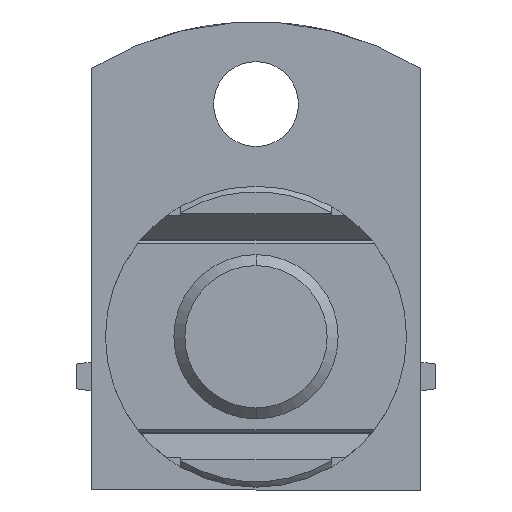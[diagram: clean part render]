
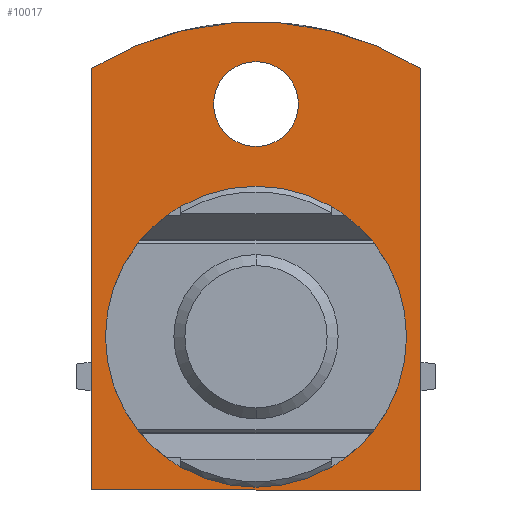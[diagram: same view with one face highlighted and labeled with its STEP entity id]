
A CAD part, front view. The second image highlights one B-rep face of the part: STEP entity #10017.
In plain terms, the highlighted planar face has unit normal (0, -1, 0).
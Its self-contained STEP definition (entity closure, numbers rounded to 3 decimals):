
#257 = EDGE_LOOP ( 'NONE', ( #13168, #10037 ) ) ;
#530 = CARTESIAN_POINT ( 'NONE',  ( 0., -5., 8.5 ) ) ;
#887 = AXIS2_PLACEMENT_3D ( 'NONE', #12742, #8142, #1472 ) ;
#901 = AXIS2_PLACEMENT_3D ( 'NONE', #10933, #4249, #1874 ) ;
#927 = FACE_OUTER_BOUND ( 'NONE', #10977, .T. ) ;
#947 = ORIENTED_EDGE ( 'NONE', *, *, #6846, .T. ) ;
#1472 = DIRECTION ( 'NONE',  ( -1., 0., 0. ) ) ;
#1662 = DIRECTION ( 'NONE',  ( 0., 0., 1. ) ) ;
#1684 = DIRECTION ( 'NONE',  ( -1., 0., 0. ) ) ;
#1750 = LINE ( 'NONE', #11615, #13252 ) ;
#1767 = CARTESIAN_POINT ( 'NONE',  ( 6., -5., 9.811 ) ) ;
#1874 = DIRECTION ( 'NONE',  ( -1., 0., 0. ) ) ;
#1897 = AXIS2_PLACEMENT_3D ( 'NONE', #11818, #9627, #1684 ) ;
#1919 = EDGE_CURVE ( 'Defeature ausgef�hrt1_6+Defeature ausgef�hrt1_7+Defeature ausgef�hrt1_7+Defeature ausgef�hrt1_7', #6629, #2388, #13811, .T. ) ;
#2031 = DIRECTION ( 'NONE',  ( 1., 0., 0. ) ) ;
#2088 = AXIS2_PLACEMENT_3D ( 'NONE', #530, #13790, #9418 ) ;
#2109 = ORIENTED_EDGE ( 'NONE', *, *, #5500, .T. ) ;
#2388 = VERTEX_POINT ( 'NONE', #7185 ) ;
#2389 = CARTESIAN_POINT ( 'NONE',  ( 0., -5., 0. ) ) ;
#2719 = DIRECTION ( 'NONE',  ( 0., 0., -1. ) ) ;
#2978 = VERTEX_POINT ( 'NONE', #11281 ) ;
#3123 = VECTOR ( 'NONE', #2719, 1000. ) ;
#3407 = PLANE ( 'NONE',  #3874 ) ;
#3627 = CARTESIAN_POINT ( 'NONE',  ( -6., -5., -5.6 ) ) ;
#3717 = AXIS2_PLACEMENT_3D ( 'NONE', #2389, #9014, #4427 ) ;
#3744 = CARTESIAN_POINT ( 'NONE',  ( -6., -5., 11.5 ) ) ;
#3803 = EDGE_LOOP ( 'NONE', ( #13955, #5069 ) ) ;
#3874 = AXIS2_PLACEMENT_3D ( 'NONE', #10389, #5667, #11105 ) ;
#4075 = FACE_BOUND ( 'NONE', #3803, .T. ) ;
#4249 = DIRECTION ( 'NONE',  ( 0., 1., 0. ) ) ;
#4427 = DIRECTION ( 'NONE',  ( -1., 0., 0. ) ) ;
#4909 = ORIENTED_EDGE ( 'NONE', *, *, #9344, .F. ) ;
#4967 = CIRCLE ( 'NONE', #1897, 11.5 ) ;
#5069 = ORIENTED_EDGE ( 'NONE', *, *, #12013, .T. ) ;
#5500 = EDGE_CURVE ( 'Defeature ausgef�hrt1_6+Defeature ausgef�hrt1_28+Defeature ausgef�hrt1_16+Defeature ausgef�hrt1_17', #7988, #8885, #9196, .T. ) ;
#5667 = DIRECTION ( 'NONE',  ( 0., 1., 0. ) ) ;
#6165 = CARTESIAN_POINT ( 'NONE',  ( -1.55, -5., 8.5 ) ) ;
#6223 = VERTEX_POINT ( 'NONE', #11256 ) ;
#6241 = VECTOR ( 'NONE', #2031, 1000. ) ;
#6376 = EDGE_CURVE ( 'Defeature ausgef�hrt1_6+Defeature ausgef�hrt1_17+Defeature ausgef�hrt1_28+Defeature ausgef�hrt1_1', #8885, #9830, #1750, .T. ) ;
#6629 = VERTEX_POINT ( 'NONE', #10999 ) ;
#6846 = EDGE_CURVE ( 'Defeature ausgef�hrt1_6+Defeature ausgef�hrt1_16+Defeature ausgef�hrt1_1+Defeature ausgef�hrt1_28', #6223, #7988, #12905, .T. ) ;
#7185 = CARTESIAN_POINT ( 'NONE',  ( -5.5, -5., 0. ) ) ;
#7988 = VERTEX_POINT ( 'NONE', #3627 ) ;
#8142 = DIRECTION ( 'NONE',  ( 0., 1., 0. ) ) ;
#8500 = CARTESIAN_POINT ( 'NONE',  ( 6., -5., -5.6 ) ) ;
#8885 = VERTEX_POINT ( 'NONE', #8500 ) ;
#9014 = DIRECTION ( 'NONE',  ( 0., 1., 0. ) ) ;
#9196 = LINE ( 'NONE', #14192, #6241 ) ;
#9344 = EDGE_CURVE ( 'Defeature ausgef�hrt1_1+Defeature ausgef�hrt1_6+Defeature ausgef�hrt1_16+Defeature ausgef�hrt1_17', #6223, #9830, #4967, .T. ) ;
#9418 = DIRECTION ( 'NONE',  ( -1., 0., 0. ) ) ;
#9627 = DIRECTION ( 'NONE',  ( 0., 1., 0. ) ) ;
#9830 = VERTEX_POINT ( 'NONE', #1767 ) ;
#10017 = ADVANCED_FACE ( 'Defeature ausgef�hrt1_6', ( #4075, #927, #10362 ), #3407, .F. ) ;
#10037 = ORIENTED_EDGE ( 'NONE', *, *, #1919, .T. ) ;
#10111 = EDGE_CURVE ( 'Defeature ausgef�hrt1_6+Defeature ausgef�hrt1_255+Defeature ausgef�hrt1_255+Defeature ausgef�hrt1_255', #12640, #2978, #10706, .T. ) ;
#10362 = FACE_BOUND ( 'NONE', #257, .T. ) ;
#10389 = CARTESIAN_POINT ( 'NONE',  ( 0., -5., 11.5 ) ) ;
#10706 = CIRCLE ( 'NONE', #2088, 1.55 ) ;
#10933 = CARTESIAN_POINT ( 'NONE',  ( 0., -5., 8.5 ) ) ;
#10977 = EDGE_LOOP ( 'NONE', ( #947, #2109, #11063, #4909 ) ) ;
#10999 = CARTESIAN_POINT ( 'NONE',  ( 5.5, -5., 0. ) ) ;
#11063 = ORIENTED_EDGE ( 'NONE', *, *, #6376, .T. ) ;
#11105 = DIRECTION ( 'NONE',  ( -1., 0., 0. ) ) ;
#11256 = CARTESIAN_POINT ( 'NONE',  ( -6., -5., 9.811 ) ) ;
#11281 = CARTESIAN_POINT ( 'NONE',  ( 1.55, -5., 8.5 ) ) ;
#11615 = CARTESIAN_POINT ( 'NONE',  ( 6., -5., 11.5 ) ) ;
#11818 = CARTESIAN_POINT ( 'NONE',  ( 0., -5., 0. ) ) ;
#12013 = EDGE_CURVE ( 'Defeature ausgef�hrt1_6+Defeature ausgef�hrt1_255+Defeature ausgef�hrt1_255+Defeature ausgef�hrt1_255', #2978, #12640, #13973, .T. ) ;
#12546 = EDGE_CURVE ( 'Defeature ausgef�hrt1_6+Defeature ausgef�hrt1_7+Defeature ausgef�hrt1_7+Defeature ausgef�hrt1_7', #2388, #6629, #13399, .T. ) ;
#12640 = VERTEX_POINT ( 'NONE', #6165 ) ;
#12742 = CARTESIAN_POINT ( 'NONE',  ( 0., -5., 0. ) ) ;
#12905 = LINE ( 'NONE', #3744, #3123 ) ;
#13168 = ORIENTED_EDGE ( 'NONE', *, *, #12546, .T. ) ;
#13252 = VECTOR ( 'NONE', #1662, 1000. ) ;
#13399 = CIRCLE ( 'NONE', #3717, 5.5 ) ;
#13790 = DIRECTION ( 'NONE',  ( 0., 1., 0. ) ) ;
#13811 = CIRCLE ( 'NONE', #887, 5.5 ) ;
#13955 = ORIENTED_EDGE ( 'NONE', *, *, #10111, .T. ) ;
#13973 = CIRCLE ( 'NONE', #901, 1.55 ) ;
#14192 = CARTESIAN_POINT ( 'NONE',  ( 0., -5., -5.6 ) ) ;
